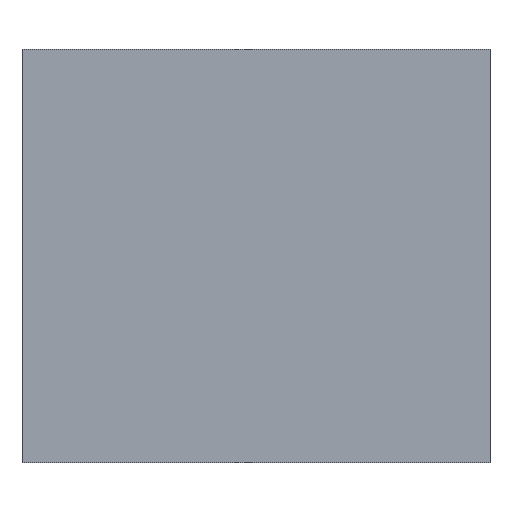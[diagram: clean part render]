
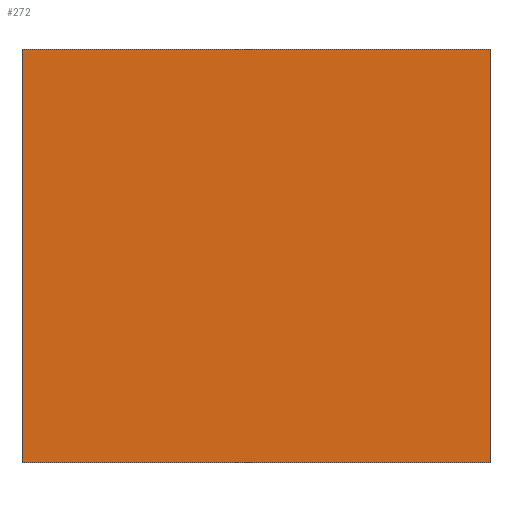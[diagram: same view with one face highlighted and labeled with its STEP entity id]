
A CAD part, front view. The second image highlights one B-rep face of the part: STEP entity #272.
In plain terms, the highlighted planar face has unit normal (0, -1, 0).
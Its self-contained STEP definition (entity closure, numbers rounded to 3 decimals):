
#23=DIRECTION('',(0.,0.,-1.));
#24=VECTOR('',#23,36.151);
#25=CARTESIAN_POINT('',(0.,327.924,-14.8));
#26=LINE('',#25,#24);
#45=DIRECTION('',(0.,0.,-1.));
#46=VECTOR('',#45,36.151);
#47=CARTESIAN_POINT('',(40.9,327.924,-14.8));
#48=LINE('',#47,#46);
#61=DIRECTION('',(1.,0.,0.));
#62=VECTOR('',#61,40.9);
#63=CARTESIAN_POINT('',(0.,327.924,-14.8));
#64=LINE('',#63,#62);
#115=DIRECTION('',(1.,0.,0.));
#116=VECTOR('',#115,40.9);
#117=CARTESIAN_POINT('',(0.,327.924,-50.951));
#118=LINE('',#117,#116);
#149=CARTESIAN_POINT('',(0.,327.924,-14.8));
#150=CARTESIAN_POINT('',(0.,327.924,-50.951));
#151=VERTEX_POINT('',#149);
#152=VERTEX_POINT('',#150);
#155=CARTESIAN_POINT('',(40.9,327.924,-14.8));
#156=CARTESIAN_POINT('',(40.9,327.924,-50.951));
#157=VERTEX_POINT('',#155);
#158=VERTEX_POINT('',#156);
#259=CARTESIAN_POINT('',(0.,327.924,-14.8));
#260=DIRECTION('',(0.,-1.,0.));
#261=DIRECTION('',(0.,0.,-1.));
#262=AXIS2_PLACEMENT_3D('',#259,#260,#261);
#263=PLANE('',#262);
#264=ORIENTED_EDGE('',*,*,#200,.F.);
#266=ORIENTED_EDGE('',*,*,#265,.T.);
#267=ORIENTED_EDGE('',*,*,#244,.T.);
#269=ORIENTED_EDGE('',*,*,#268,.F.);
#270=EDGE_LOOP('',(#264,#266,#267,#269));
#271=FACE_OUTER_BOUND('',#270,.F.);
#272=ADVANCED_FACE('',(#271),#263,.T.);
#200=EDGE_CURVE('',#151,#152,#26,.T.);
#244=EDGE_CURVE('',#157,#158,#48,.T.);
#265=EDGE_CURVE('',#151,#157,#64,.T.);
#268=EDGE_CURVE('',#152,#158,#118,.T.);
